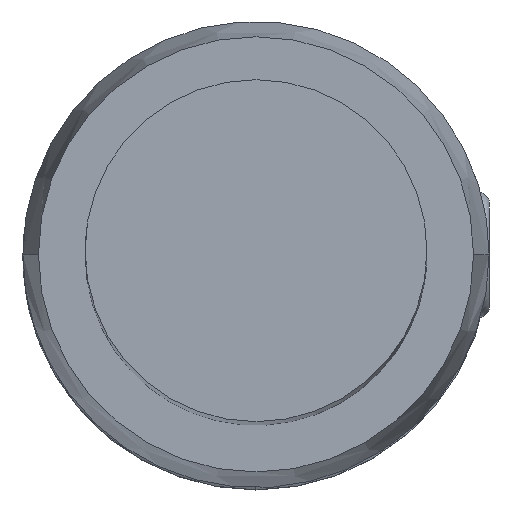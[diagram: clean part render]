
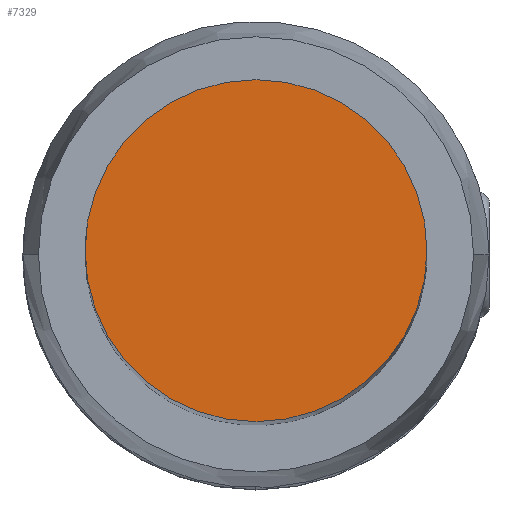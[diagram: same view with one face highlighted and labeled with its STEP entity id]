
A CAD part, top view. The second image highlights one B-rep face of the part: STEP entity #7329.
In plain terms, the highlighted planar face has unit normal (0, 0, 1).
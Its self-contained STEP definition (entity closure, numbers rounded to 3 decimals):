
#7111=AXIS2_PLACEMENT_3D('Circle Axis2P3D',#7109,#7110,$) ;
#7118=AXIS2_PLACEMENT_3D('Circle Axis2P3D',#7116,#7117,$) ;
#7143=AXIS2_PLACEMENT_3D('Circle Axis2P3D',#7141,#7142,$) ;
#7150=AXIS2_PLACEMENT_3D('Circle Axis2P3D',#7148,#7149,$) ;
#7321=AXIS2_PLACEMENT_3D('Plane Axis2P3D',#7318,#7319,#7320) ;
#7106=CARTESIAN_POINT('Vertex',(2.,7.5,119.272)) ;
#7109=CARTESIAN_POINT('Axis2P3D Location',(7.5,7.5,119.272)) ;
#7113=CARTESIAN_POINT('Vertex',(7.5,13.,119.272)) ;
#7116=CARTESIAN_POINT('Axis2P3D Location',(7.5,7.5,119.272)) ;
#7120=CARTESIAN_POINT('Vertex',(13.,7.5,119.272)) ;
#7141=CARTESIAN_POINT('Axis2P3D Location',(7.5,7.5,119.272)) ;
#7145=CARTESIAN_POINT('Vertex',(7.5,2.,119.272)) ;
#7148=CARTESIAN_POINT('Axis2P3D Location',(7.5,7.5,119.272)) ;
#7318=CARTESIAN_POINT('Axis2P3D Location',(7.5,7.5,119.272)) ;
#7110=DIRECTION('Axis2P3D Direction',(0.,0.,-1.)) ;
#7117=DIRECTION('Axis2P3D Direction',(0.,0.,-1.)) ;
#7142=DIRECTION('Axis2P3D Direction',(0.,0.,-1.)) ;
#7149=DIRECTION('Axis2P3D Direction',(0.,0.,-1.)) ;
#7319=DIRECTION('Axis2P3D Direction',(0.,0.,1.)) ;
#7320=DIRECTION('Axis2P3D XDirection',(-1.,0.,0.)) ;
#7324=ORIENTED_EDGE('',*,*,#7147,.T.) ;
#7325=ORIENTED_EDGE('',*,*,#7122,.T.) ;
#7326=ORIENTED_EDGE('',*,*,#7115,.T.) ;
#7327=ORIENTED_EDGE('',*,*,#7152,.T.) ;
#7329=ADVANCED_FACE('Hauptkoerper',(#7328),#7322,.T.) ;
#7112=CIRCLE('generated circle',#7111,5.5) ;
#7119=CIRCLE('generated circle',#7118,5.5) ;
#7144=CIRCLE('generated circle',#7143,5.5) ;
#7151=CIRCLE('generated circle',#7150,5.5) ;
#7115=EDGE_CURVE('',#7114,#7107,#7112,.F.) ;
#7122=EDGE_CURVE('',#7121,#7114,#7119,.F.) ;
#7147=EDGE_CURVE('',#7146,#7121,#7144,.F.) ;
#7152=EDGE_CURVE('',#7107,#7146,#7151,.F.) ;
#7323=EDGE_LOOP('',(#7324,#7325,#7326,#7327)) ;
#7328=FACE_OUTER_BOUND('',#7323,.T.) ;
#7322=PLANE('',#7321) ;
#7107=VERTEX_POINT('',#7106) ;
#7114=VERTEX_POINT('',#7113) ;
#7121=VERTEX_POINT('',#7120) ;
#7146=VERTEX_POINT('',#7145) ;
